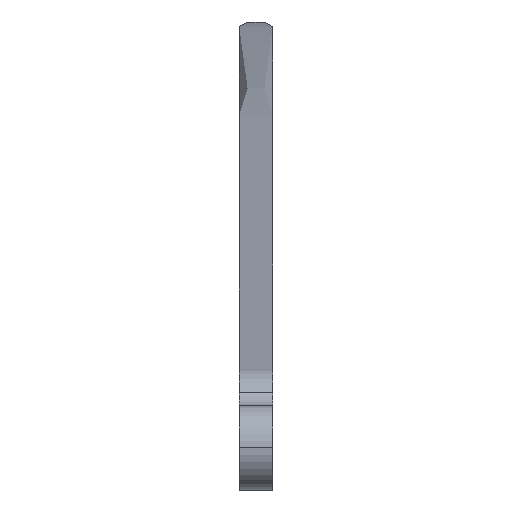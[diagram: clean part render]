
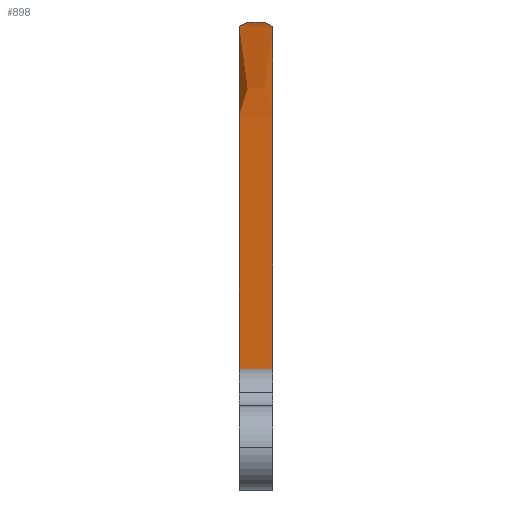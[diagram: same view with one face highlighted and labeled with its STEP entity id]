
A CAD part, left-side view. The second image highlights one B-rep face of the part: STEP entity #898.
In plain terms, the highlighted face is a extrusion surface.
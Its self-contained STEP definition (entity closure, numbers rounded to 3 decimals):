
#197=CARTESIAN_POINT('Vertex',(-76.822,1.,0.09)) ;
#201=CARTESIAN_POINT('Control Point',(-76.822,1.,0.09)) ;
#202=CARTESIAN_POINT('Control Point',(-67.203,1.,1.856)) ;
#203=CARTESIAN_POINT('Control Point',(-57.62,1.,3.689)) ;
#204=CARTESIAN_POINT('Control Point',(-48.073,1.,5.589)) ;
#205=CARTESIAN_POINT('Control Point',(-28.919,1.,9.55)) ;
#206=CARTESIAN_POINT('Control Point',(-9.793,1.,13.559)) ;
#207=CARTESIAN_POINT('Control Point',(-0.142,1.,15.531)) ;
#208=CARTESIAN_POINT('Control Point',(27.055,1.,20.589)) ;
#209=CARTESIAN_POINT('Control Point',(54.896,1.,23.521)) ;
#210=CARTESIAN_POINT('Control Point',(73.032,1.,23.889)) ;
#211=CARTESIAN_POINT('Control Point',(93.214,1.,21.926)) ;
#212=CARTESIAN_POINT('Control Point',(112.618,1.,16.991)) ;
#213=CARTESIAN_POINT('Control Point',(114.934,1.,16.355)) ;
#214=CARTESIAN_POINT('Control Point',(117.237,1.,15.677)) ;
#215=CARTESIAN_POINT('Control Point',(119.528,1.,14.954)) ;
#216=CARTESIAN_POINT('Vertex',(119.528,1.,14.954)) ;
#834=CARTESIAN_POINT('Vertex',(-76.822,-1.,0.09)) ;
#837=CARTESIAN_POINT('Line Origine',(-76.822,0.,0.09)) ;
#850=CARTESIAN_POINT('Control Point',(-76.822,1.,0.09)) ;
#851=CARTESIAN_POINT('Control Point',(-67.203,1.,1.856)) ;
#852=CARTESIAN_POINT('Control Point',(-57.62,1.,3.689)) ;
#853=CARTESIAN_POINT('Control Point',(-48.073,1.,5.589)) ;
#854=CARTESIAN_POINT('Control Point',(-28.919,1.,9.55)) ;
#855=CARTESIAN_POINT('Control Point',(-9.793,1.,13.559)) ;
#856=CARTESIAN_POINT('Control Point',(-0.142,1.,15.531)) ;
#857=CARTESIAN_POINT('Control Point',(27.055,1.,20.589)) ;
#858=CARTESIAN_POINT('Control Point',(54.896,1.,23.521)) ;
#859=CARTESIAN_POINT('Control Point',(73.032,1.,23.889)) ;
#860=CARTESIAN_POINT('Control Point',(93.214,1.,21.926)) ;
#861=CARTESIAN_POINT('Control Point',(112.618,1.,16.991)) ;
#862=CARTESIAN_POINT('Control Point',(114.934,1.,16.355)) ;
#863=CARTESIAN_POINT('Control Point',(117.237,1.,15.677)) ;
#864=CARTESIAN_POINT('Control Point',(119.528,1.,14.954)) ;
#869=CARTESIAN_POINT('Control Point',(-76.822,-1.,0.09)) ;
#870=CARTESIAN_POINT('Control Point',(-64.14,-1.,2.418)) ;
#871=CARTESIAN_POINT('Control Point',(-51.501,-1.,4.867)) ;
#872=CARTESIAN_POINT('Control Point',(-39.282,-1.,7.362)) ;
#873=CARTESIAN_POINT('Control Point',(-20.099,-1.,11.463)) ;
#874=CARTESIAN_POINT('Control Point',(-0.837,-1.,15.334)) ;
#875=CARTESIAN_POINT('Control Point',(5.816,-1.,16.61)) ;
#876=CARTESIAN_POINT('Control Point',(19.16,-1.,18.973)) ;
#877=CARTESIAN_POINT('Control Point',(32.624,-1.,20.824)) ;
#878=CARTESIAN_POINT('Control Point',(39.396,-1.,21.59)) ;
#879=CARTESIAN_POINT('Control Point',(59.69,-1.,23.292)) ;
#880=CARTESIAN_POINT('Control Point',(80.065,-1.,22.984)) ;
#881=CARTESIAN_POINT('Control Point',(93.55,-1.,21.659)) ;
#882=CARTESIAN_POINT('Control Point',(106.743,-1.,18.988)) ;
#883=CARTESIAN_POINT('Control Point',(119.528,-1.,14.954)) ;
#884=CARTESIAN_POINT('Vertex',(119.528,-1.,14.954)) ;
#887=CARTESIAN_POINT('Line Origine',(119.528,-0.61,14.954)) ;
#838=DIRECTION('Vector Direction',(0.,-1.,0.)) ;
#865=DIRECTION('Vector Direction',(0.,-1.,0.)) ;
#888=DIRECTION('Vector Direction',(0.,-1.,0.)) ;
#893=ORIENTED_EDGE('',*,*,#886,.T.) ;
#894=ORIENTED_EDGE('',*,*,#891,.F.) ;
#895=ORIENTED_EDGE('',*,*,#218,.F.) ;
#896=ORIENTED_EDGE('',*,*,#841,.T.) ;
#839=VECTOR('Line Direction',#838,1.) ;
#866=VECTOR('Extrusion Surface Vector',#865,1.) ;
#889=VECTOR('Line Direction',#888,1.) ;
#898=ADVANCED_FACE('Main support 1',(#897),#867,.F.) ;
#200=B_SPLINE_CURVE_WITH_KNOTS('',5,(#201,#202,#203,#204,#205,#206,#207,#208,#209,#210,#211,#212,#213,#214,#215),.UNSPECIFIED.,.F.,.U.,(6,3,3,3,6),(0.,48.69,98.048,186.595,198.662),.UNSPECIFIED.) ;
#849=B_SPLINE_CURVE_WITH_KNOTS('',5,(#850,#851,#852,#853,#854,#855,#856,#857,#858,#859,#860,#861,#862,#863,#864),.UNSPECIFIED.,.F.,.U.,(6,3,3,3,6),(0.,48.69,98.048,186.595,198.662),.UNSPECIFIED.) ;
#868=B_SPLINE_CURVE_WITH_KNOTS('',5,(#869,#870,#871,#872,#873,#874,#875,#876,#877,#878,#879,#880,#881,#882,#883),.UNSPECIFIED.,.F.,.U.,(6,3,3,3,6),(0.,90.979,139.014,187.048,282.064),.UNSPECIFIED.) ;
#218=EDGE_CURVE('',#198,#217,#200,.T.) ;
#841=EDGE_CURVE('',#198,#835,#840,.T.) ;
#886=EDGE_CURVE('',#835,#885,#868,.T.) ;
#891=EDGE_CURVE('',#217,#885,#890,.T.) ;
#892=EDGE_LOOP('',(#893,#894,#895,#896)) ;
#897=FACE_OUTER_BOUND('',#892,.T.) ;
#840=LINE('Line',#837,#839) ;
#890=LINE('Line',#887,#889) ;
#867=SURFACE_OF_LINEAR_EXTRUSION('generated tabulated cylinder',#849,#866) ;
#198=VERTEX_POINT('',#197) ;
#217=VERTEX_POINT('',#216) ;
#835=VERTEX_POINT('',#834) ;
#885=VERTEX_POINT('',#884) ;
